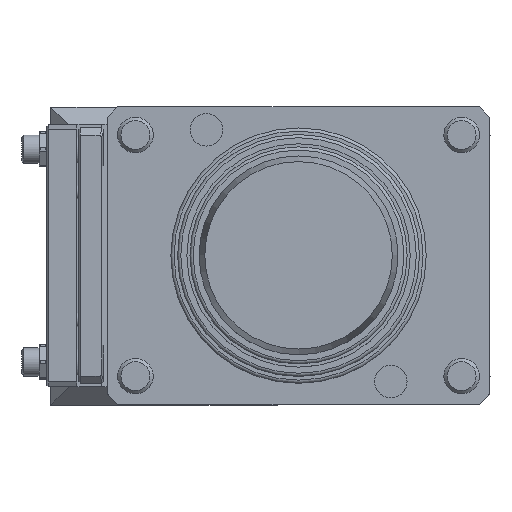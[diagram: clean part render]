
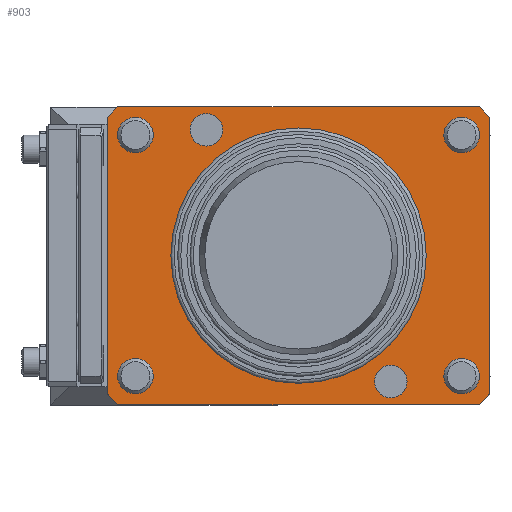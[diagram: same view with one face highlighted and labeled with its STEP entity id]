
A CAD part, top view. The second image highlights one B-rep face of the part: STEP entity #903.
In plain terms, the highlighted planar face has unit normal (0, 0, 1).
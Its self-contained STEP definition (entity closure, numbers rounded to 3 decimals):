
#169=LINE('',#5339,#406);
#172=LINE('',#5345,#409);
#180=LINE('',#5361,#417);
#183=LINE('',#5367,#420);
#193=LINE('',#5391,#430);
#222=LINE('',#5455,#459);
#224=LINE('',#5469,#461);
#225=LINE('',#5471,#462);
#406=VECTOR('',#4070,1.);
#409=VECTOR('',#4075,1.);
#417=VECTOR('',#4085,1.);
#420=VECTOR('',#4090,1.);
#430=VECTOR('',#4108,1.);
#459=VECTOR('',#4165,1.);
#461=VECTOR('',#4179,1.);
#462=VECTOR('',#4180,1.);
#685=FACE_BOUND('',#1419,.T.);
#686=FACE_BOUND('',#1420,.T.);
#687=FACE_BOUND('',#1421,.T.);
#688=FACE_BOUND('',#1422,.T.);
#689=FACE_BOUND('',#1423,.T.);
#690=FACE_BOUND('',#1424,.T.);
#691=FACE_BOUND('',#1425,.T.);
#692=FACE_BOUND('',#1426,.T.);
#903=ADVANCED_FACE('',(#685,#686,#687,#688,#689,#690,#691,#692),#1132,.F.);
#1132=PLANE('',#3652);
#1419=EDGE_LOOP('',(#1886));
#1420=EDGE_LOOP('',(#1887));
#1421=EDGE_LOOP('',(#1888));
#1422=EDGE_LOOP('',(#1889));
#1423=EDGE_LOOP('',(#1890));
#1424=EDGE_LOOP('',(#1891,#1892,#1893,#1894,#1895,#1896,#1897,#1898));
#1425=EDGE_LOOP('',(#1899));
#1426=EDGE_LOOP('',(#1900));
#1886=ORIENTED_EDGE('',*,*,#3054,.T.);
#1887=ORIENTED_EDGE('',*,*,#3055,.T.);
#1888=ORIENTED_EDGE('',*,*,#3056,.T.);
#1889=ORIENTED_EDGE('',*,*,#3057,.T.);
#1890=ORIENTED_EDGE('',*,*,#3058,.T.);
#1891=ORIENTED_EDGE('',*,*,#3059,.T.);
#1892=ORIENTED_EDGE('',*,*,#3060,.T.);
#1893=ORIENTED_EDGE('',*,*,#3019,.T.);
#1894=ORIENTED_EDGE('',*,*,#2993,.T.);
#1895=ORIENTED_EDGE('',*,*,#2996,.T.);
#1896=ORIENTED_EDGE('',*,*,#3004,.T.);
#1897=ORIENTED_EDGE('',*,*,#3007,.T.);
#1898=ORIENTED_EDGE('',*,*,#3052,.T.);
#1899=ORIENTED_EDGE('',*,*,#3061,.F.);
#1900=ORIENTED_EDGE('',*,*,#3062,.F.);
#2668=VERTEX_POINT('',#5340);
#2669=VERTEX_POINT('',#5341);
#2670=VERTEX_POINT('',#5346);
#2677=VERTEX_POINT('',#5362);
#2679=VERTEX_POINT('',#5368);
#2689=VERTEX_POINT('',#5392);
#2710=VERTEX_POINT('',#5456);
#2711=VERTEX_POINT('',#5460);
#2712=VERTEX_POINT('',#5462);
#2713=VERTEX_POINT('',#5464);
#2714=VERTEX_POINT('',#5466);
#2715=VERTEX_POINT('',#5468);
#2716=VERTEX_POINT('',#5470);
#2717=VERTEX_POINT('',#5473);
#2718=VERTEX_POINT('',#5475);
#2993=EDGE_CURVE('',#2668,#2669,#169,.T.);
#2996=EDGE_CURVE('',#2669,#2670,#172,.T.);
#3004=EDGE_CURVE('',#2670,#2677,#180,.T.);
#3007=EDGE_CURVE('',#2677,#2679,#183,.T.);
#3019=EDGE_CURVE('',#2689,#2668,#193,.T.);
#3052=EDGE_CURVE('',#2679,#2710,#222,.T.);
#3054=EDGE_CURVE('',#2711,#2711,#3424,.T.);
#3055=EDGE_CURVE('',#2712,#2712,#3425,.T.);
#3056=EDGE_CURVE('',#2713,#2713,#3426,.T.);
#3057=EDGE_CURVE('',#2714,#2714,#3427,.T.);
#3058=EDGE_CURVE('',#2715,#2715,#3428,.T.);
#3059=EDGE_CURVE('',#2710,#2716,#224,.T.);
#3060=EDGE_CURVE('',#2716,#2689,#225,.T.);
#3061=EDGE_CURVE('',#2717,#2717,#3429,.T.);
#3062=EDGE_CURVE('',#2718,#2718,#3430,.T.);
#3424=CIRCLE('',#3645,35.868);
#3425=CIRCLE('',#3646,5.);
#3426=CIRCLE('',#3647,5.);
#3427=CIRCLE('',#3648,5.);
#3428=CIRCLE('',#3649,5.);
#3429=CIRCLE('',#3650,4.6);
#3430=CIRCLE('',#3651,4.6);
#3645=AXIS2_PLACEMENT_3D('',#5459,#4169,#4170);
#3646=AXIS2_PLACEMENT_3D('',#5461,#4171,#4172);
#3647=AXIS2_PLACEMENT_3D('',#5463,#4173,#4174);
#3648=AXIS2_PLACEMENT_3D('',#5465,#4175,#4176);
#3649=AXIS2_PLACEMENT_3D('',#5467,#4177,#4178);
#3650=AXIS2_PLACEMENT_3D('',#5472,#4181,#4182);
#3651=AXIS2_PLACEMENT_3D('',#5474,#4183,#4184);
#3652=AXIS2_PLACEMENT_3D('',#5476,#4185,#4186);
#4070=DIRECTION('',(0.707,-0.707,0.));
#4075=DIRECTION('',(1.,0.,0.));
#4085=DIRECTION('',(0.707,0.707,0.));
#4090=DIRECTION('',(0.,1.,0.));
#4108=DIRECTION('',(0.,-1.,0.));
#4165=DIRECTION('',(-0.707,0.707,0.));
#4169=DIRECTION('',(0.,0.,-1.));
#4170=DIRECTION('',(0.,1.,0.));
#4171=DIRECTION('',(0.,0.,-1.));
#4172=DIRECTION('',(0.,1.,0.));
#4173=DIRECTION('',(0.,0.,-1.));
#4174=DIRECTION('',(0.,1.,0.));
#4175=DIRECTION('',(0.,0.,-1.));
#4176=DIRECTION('',(0.,1.,0.));
#4177=DIRECTION('',(0.,0.,-1.));
#4178=DIRECTION('',(0.,1.,0.));
#4179=DIRECTION('',(-1.,0.,0.));
#4180=DIRECTION('',(-0.707,-0.707,0.));
#4181=DIRECTION('',(0.,0.,1.));
#4182=DIRECTION('',(0.,1.,0.));
#4183=DIRECTION('',(0.,0.,1.));
#4184=DIRECTION('',(0.,1.,0.));
#4185=DIRECTION('',(0.,0.,-1.));
#4186=DIRECTION('',(-1.,0.,0.));
#5339=CARTESIAN_POINT('',(-51.,-42.,0.));
#5340=CARTESIAN_POINT('',(-54.,-39.,0.));
#5341=CARTESIAN_POINT('',(-51.,-42.,0.));
#5345=CARTESIAN_POINT('',(54.,-42.,0.));
#5346=CARTESIAN_POINT('',(51.,-42.,0.));
#5361=CARTESIAN_POINT('',(54.,-39.,0.));
#5362=CARTESIAN_POINT('',(54.,-39.,0.));
#5367=CARTESIAN_POINT('',(54.,42.,0.));
#5368=CARTESIAN_POINT('',(54.,39.,0.));
#5391=CARTESIAN_POINT('',(-54.,-42.,0.));
#5392=CARTESIAN_POINT('',(-54.,39.,0.));
#5455=CARTESIAN_POINT('',(51.,42.,0.));
#5456=CARTESIAN_POINT('',(51.,42.,0.));
#5459=CARTESIAN_POINT('',(0.,0.,0.));
#5460=CARTESIAN_POINT('',(0.,35.868,0.));
#5461=CARTESIAN_POINT('',(46.,34.,0.));
#5462=CARTESIAN_POINT('',(46.,39.,0.));
#5463=CARTESIAN_POINT('',(-46.,34.,0.));
#5464=CARTESIAN_POINT('',(-46.,39.,0.));
#5465=CARTESIAN_POINT('',(46.,-34.,0.));
#5466=CARTESIAN_POINT('',(46.,-29.,0.));
#5467=CARTESIAN_POINT('',(-46.,-34.,0.));
#5468=CARTESIAN_POINT('',(-46.,-29.,0.));
#5469=CARTESIAN_POINT('',(-54.,42.,0.));
#5470=CARTESIAN_POINT('',(-51.,42.,0.));
#5471=CARTESIAN_POINT('',(-54.,39.,0.));
#5472=CARTESIAN_POINT('',(26.,-35.5,0.));
#5473=CARTESIAN_POINT('',(26.,-30.9,0.));
#5474=CARTESIAN_POINT('',(-26.,35.5,0.));
#5475=CARTESIAN_POINT('',(-26.,40.1,0.));
#5476=CARTESIAN_POINT('',(0.,0.,0.));
